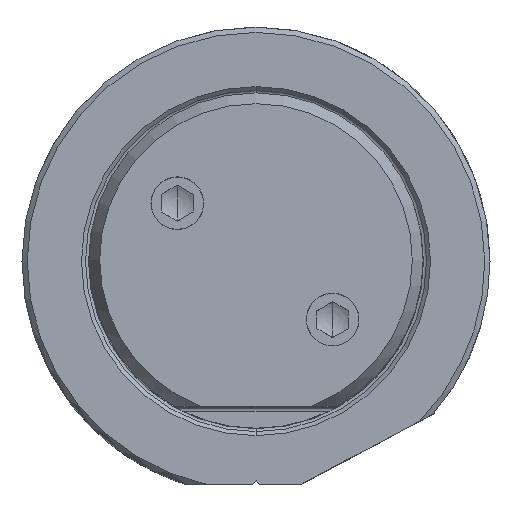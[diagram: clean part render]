
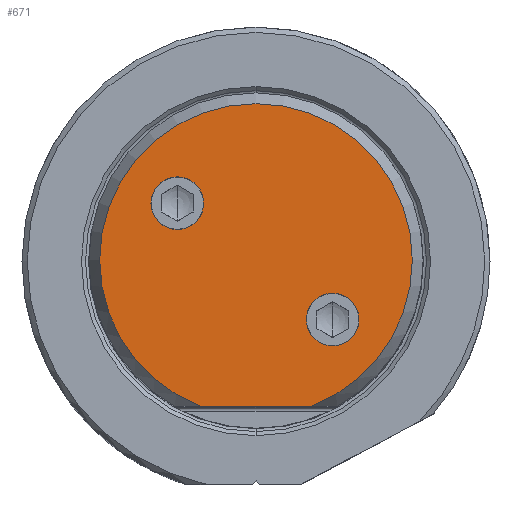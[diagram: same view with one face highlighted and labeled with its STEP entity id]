
A CAD part, top view. The second image highlights one B-rep face of the part: STEP entity #671.
In plain terms, the highlighted planar face has unit normal (0, 0, 1).
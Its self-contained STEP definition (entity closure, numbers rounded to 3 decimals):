
#124=PLANE('',#5765);
#671=ADVANCED_FACE('',(#918,#919,#920),#124,.T.);
#918=FACE_BOUND('',#1095,.T.);
#919=FACE_BOUND('',#1096,.T.);
#920=FACE_BOUND('',#1097,.T.);
#1095=EDGE_LOOP('',(#2997,#2998,#2999,#3000));
#1096=EDGE_LOOP('',(#3001,#3002));
#1097=EDGE_LOOP('',(#3003,#3004));
#1436=LINE('',#12397,#1741);
#1741=VECTOR('',#6905,1.);
#2997=ORIENTED_EDGE('',*,*,#4679,.T.);
#2998=ORIENTED_EDGE('',*,*,#4678,.T.);
#2999=ORIENTED_EDGE('',*,*,#4675,.T.);
#3000=ORIENTED_EDGE('',*,*,#4680,.T.);
#3001=ORIENTED_EDGE('',*,*,#4681,.T.);
#3002=ORIENTED_EDGE('',*,*,#4682,.T.);
#3003=ORIENTED_EDGE('',*,*,#4683,.T.);
#3004=ORIENTED_EDGE('',*,*,#4684,.T.);
#3981=VERTEX_POINT('',#12398);
#3982=VERTEX_POINT('',#12399);
#3983=VERTEX_POINT('',#12410);
#3984=VERTEX_POINT('',#12412);
#3985=VERTEX_POINT('',#12416);
#3986=VERTEX_POINT('',#12417);
#3987=VERTEX_POINT('',#12420);
#3988=VERTEX_POINT('',#12421);
#4675=EDGE_CURVE('',#3981,#3982,#1436,.T.);
#4678=EDGE_CURVE('',#3983,#3981,#5125,.T.);
#4679=EDGE_CURVE('',#3984,#3983,#5126,.T.);
#4680=EDGE_CURVE('',#3982,#3984,#5127,.T.);
#4681=EDGE_CURVE('',#3985,#3986,#5128,.T.);
#4682=EDGE_CURVE('',#3986,#3985,#5129,.T.);
#4683=EDGE_CURVE('',#3987,#3988,#5130,.T.);
#4684=EDGE_CURVE('',#3988,#3987,#5131,.T.);
#5125=CIRCLE('',#5757,14.847);
#5126=CIRCLE('',#5758,14.847);
#5127=CIRCLE('',#5759,14.847);
#5128=CIRCLE('',#5761,2.5);
#5129=CIRCLE('',#5762,2.5);
#5130=CIRCLE('',#5763,2.5);
#5131=CIRCLE('',#5764,2.5);
#5757=AXIS2_PLACEMENT_3D('',#12409,#6908,#6909);
#5758=AXIS2_PLACEMENT_3D('',#12411,#6910,#6911);
#5759=AXIS2_PLACEMENT_3D('',#12413,#6912,#6913);
#5761=AXIS2_PLACEMENT_3D('',#12415,#6916,#6917);
#5762=AXIS2_PLACEMENT_3D('',#12418,#6918,#6919);
#5763=AXIS2_PLACEMENT_3D('',#12419,#6920,#6921);
#5764=AXIS2_PLACEMENT_3D('',#12422,#6922,#6923);
#5765=AXIS2_PLACEMENT_3D('',#12423,#6924,#6925);
#6905=DIRECTION('',(1.,0.,0.));
#6908=DIRECTION('',(0.,0.,1.));
#6909=DIRECTION('',(-1.,0.,0.));
#6910=DIRECTION('',(0.,0.,1.));
#6911=DIRECTION('',(1.,0.,0.));
#6912=DIRECTION('',(0.,0.,1.));
#6913=DIRECTION('',(0.356,-0.935,0.));
#6916=DIRECTION('',(0.,0.,-1.));
#6917=DIRECTION('',(1.,0.,0.));
#6918=DIRECTION('',(0.,0.,-1.));
#6919=DIRECTION('',(-1.,0.,0.));
#6920=DIRECTION('',(0.,0.,-1.));
#6921=DIRECTION('',(1.,0.,0.));
#6922=DIRECTION('',(0.,0.,-1.));
#6923=DIRECTION('',(-1.,0.,0.));
#6924=DIRECTION('',(0.,0.,1.));
#6925=DIRECTION('',(1.,0.,0.));
#12397=CARTESIAN_POINT('',(-5.284,-13.875,60.33));
#12398=CARTESIAN_POINT('',(-5.284,-13.875,60.33));
#12399=CARTESIAN_POINT('',(5.284,-13.875,60.33));
#12409=CARTESIAN_POINT('',(0.,0.,60.33));
#12410=CARTESIAN_POINT('',(-14.847,0.,60.33));
#12411=CARTESIAN_POINT('',(0.,0.,60.33));
#12412=CARTESIAN_POINT('',(14.847,0.,60.33));
#12413=CARTESIAN_POINT('',(0.,0.,60.33));
#12415=CARTESIAN_POINT('',(-7.476,5.401,60.33));
#12416=CARTESIAN_POINT('',(-4.976,5.401,60.33));
#12417=CARTESIAN_POINT('',(-9.976,5.401,60.33));
#12418=CARTESIAN_POINT('',(-7.476,5.401,60.33));
#12419=CARTESIAN_POINT('',(7.283,-5.658,60.33));
#12420=CARTESIAN_POINT('',(9.783,-5.658,60.33));
#12421=CARTESIAN_POINT('',(4.783,-5.658,60.33));
#12422=CARTESIAN_POINT('',(7.283,-5.658,60.33));
#12423=CARTESIAN_POINT('',(0.,0.486,60.33));
